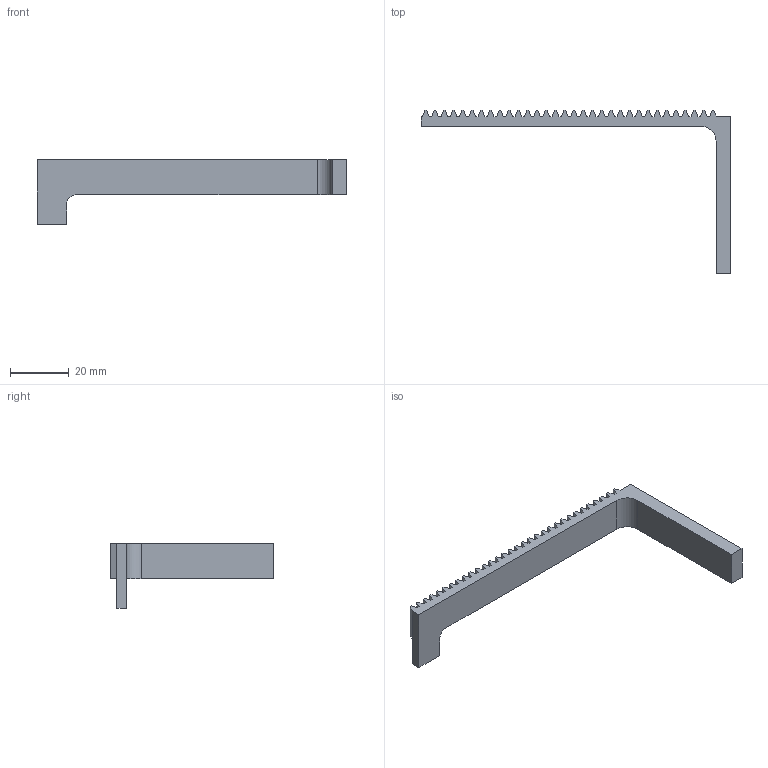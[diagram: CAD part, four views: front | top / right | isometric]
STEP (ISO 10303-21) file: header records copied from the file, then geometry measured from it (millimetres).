
FILE_DESCRIPTION (( 'STEP AP214' ), '1' );
FILE_NAME ('133___.STEP', '2022-02-15T16:18:10', ( '' ), ( '' ), 'SwSTEP 2.0', 'SolidWorks 2020', '' );
FILE_SCHEMA (( 'AUTOMOTIVE_DESIGN' ));
Length unit declared in the file: millimetre
Products named in the file (1): 133___
Bounding box: 105 x 55.47 x 22 mm (x, y, z)
Volume: 8702.7 mm3; surface area: 6642.2 mm2
Topology: 1 solids, 1 shells, 141 faces, 415 edges, 276 vertices
Faces by surface type: plane 139, cylinder 2
Entity records: 4631 total; most frequent: CARTESIAN_POINT 833, ORIENTED_EDGE 830, DIRECTION 703, EDGE_CURVE 415, LINE 411, VECTOR 411, VERTEX_POINT 276, AXIS2_PLACEMENT_3D 146
